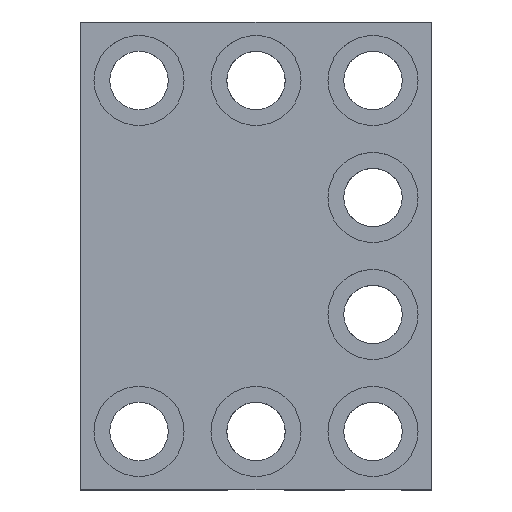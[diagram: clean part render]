
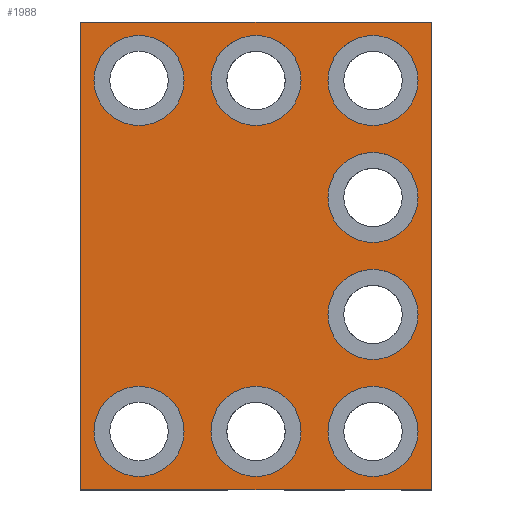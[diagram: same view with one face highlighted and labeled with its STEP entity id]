
A CAD part, top view. The second image highlights one B-rep face of the part: STEP entity #1988.
In plain terms, the highlighted planar face has unit normal (0, 0, 1).
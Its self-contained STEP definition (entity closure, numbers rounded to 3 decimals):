
#15=FACE_BOUND('',#357,.T.);
#16=FACE_BOUND('',#358,.T.);
#17=FACE_BOUND('',#359,.T.);
#18=FACE_BOUND('',#360,.T.);
#19=FACE_BOUND('',#361,.T.);
#20=FACE_BOUND('',#362,.T.);
#21=FACE_BOUND('',#363,.T.);
#22=FACE_BOUND('',#364,.T.);
#75=CIRCLE('',#2141,3.85);
#76=CIRCLE('',#2142,3.85);
#77=CIRCLE('',#2143,3.85);
#78=CIRCLE('',#2144,3.85);
#79=CIRCLE('',#2145,3.85);
#80=CIRCLE('',#2146,3.85);
#81=CIRCLE('',#2147,3.85);
#82=CIRCLE('',#2148,3.85);
#252=FACE_OUTER_BOUND('',#356,.T.);
#356=EDGE_LOOP('',(#1421,#1422,#1423,#1424));
#357=EDGE_LOOP('',(#1425));
#358=EDGE_LOOP('',(#1426));
#359=EDGE_LOOP('',(#1427));
#360=EDGE_LOOP('',(#1428));
#361=EDGE_LOOP('',(#1429));
#362=EDGE_LOOP('',(#1430));
#363=EDGE_LOOP('',(#1431));
#364=EDGE_LOOP('',(#1432));
#528=LINE('',#3097,#700);
#529=LINE('',#3099,#701);
#530=LINE('',#3101,#702);
#531=LINE('',#3102,#703);
#700=VECTOR('',#2464,10.);
#701=VECTOR('',#2465,10.);
#702=VECTOR('',#2466,10.);
#703=VECTOR('',#2467,10.);
#881=VERTEX_POINT('',#3095);
#882=VERTEX_POINT('',#3096);
#883=VERTEX_POINT('',#3098);
#884=VERTEX_POINT('',#3100);
#885=VERTEX_POINT('',#3103);
#886=VERTEX_POINT('',#3105);
#887=VERTEX_POINT('',#3107);
#888=VERTEX_POINT('',#3109);
#889=VERTEX_POINT('',#3111);
#890=VERTEX_POINT('',#3113);
#891=VERTEX_POINT('',#3115);
#892=VERTEX_POINT('',#3117);
#1092=EDGE_CURVE('',#881,#882,#528,.T.);
#1093=EDGE_CURVE('',#882,#883,#529,.T.);
#1094=EDGE_CURVE('',#883,#884,#530,.T.);
#1095=EDGE_CURVE('',#884,#881,#531,.T.);
#1096=EDGE_CURVE('',#885,#885,#75,.T.);
#1097=EDGE_CURVE('',#886,#886,#76,.T.);
#1098=EDGE_CURVE('',#887,#887,#77,.T.);
#1099=EDGE_CURVE('',#888,#888,#78,.T.);
#1100=EDGE_CURVE('',#889,#889,#79,.T.);
#1101=EDGE_CURVE('',#890,#890,#80,.T.);
#1102=EDGE_CURVE('',#891,#891,#81,.T.);
#1103=EDGE_CURVE('',#892,#892,#82,.T.);
#1421=ORIENTED_EDGE('',*,*,#1092,.T.);
#1422=ORIENTED_EDGE('',*,*,#1093,.T.);
#1423=ORIENTED_EDGE('',*,*,#1094,.T.);
#1424=ORIENTED_EDGE('',*,*,#1095,.T.);
#1425=ORIENTED_EDGE('',*,*,#1096,.T.);
#1426=ORIENTED_EDGE('',*,*,#1097,.T.);
#1427=ORIENTED_EDGE('',*,*,#1098,.T.);
#1428=ORIENTED_EDGE('',*,*,#1099,.T.);
#1429=ORIENTED_EDGE('',*,*,#1100,.T.);
#1430=ORIENTED_EDGE('',*,*,#1101,.T.);
#1431=ORIENTED_EDGE('',*,*,#1102,.T.);
#1432=ORIENTED_EDGE('',*,*,#1103,.T.);
#1920=PLANE('',#2140);
#1988=ADVANCED_FACE('',(#252,#15,#16,#17,#18,#19,#20,#21,#22),#1920,.T.);
#2140=AXIS2_PLACEMENT_3D('',#3094,#2462,#2463);
#2141=AXIS2_PLACEMENT_3D('',#3104,#2468,#2469);
#2142=AXIS2_PLACEMENT_3D('',#3106,#2470,#2471);
#2143=AXIS2_PLACEMENT_3D('',#3108,#2472,#2473);
#2144=AXIS2_PLACEMENT_3D('',#3110,#2474,#2475);
#2145=AXIS2_PLACEMENT_3D('',#3112,#2476,#2477);
#2146=AXIS2_PLACEMENT_3D('',#3114,#2478,#2479);
#2147=AXIS2_PLACEMENT_3D('',#3116,#2480,#2481);
#2148=AXIS2_PLACEMENT_3D('',#3118,#2482,#2483);
#2462=DIRECTION('center_axis',(0.,0.,1.));
#2463=DIRECTION('ref_axis',(1.,0.,0.));
#2464=DIRECTION('',(0.,1.,0.));
#2465=DIRECTION('',(-1.,0.,0.));
#2466=DIRECTION('',(0.,-1.,0.));
#2467=DIRECTION('',(1.,0.,0.));
#2468=DIRECTION('center_axis',(0.,0.,-1.));
#2469=DIRECTION('ref_axis',(-1.,0.,0.));
#2470=DIRECTION('center_axis',(0.,0.,-1.));
#2471=DIRECTION('ref_axis',(-1.,0.,0.));
#2472=DIRECTION('center_axis',(0.,0.,-1.));
#2473=DIRECTION('ref_axis',(-1.,0.,0.));
#2474=DIRECTION('center_axis',(0.,0.,-1.));
#2475=DIRECTION('ref_axis',(-1.,0.,0.));
#2476=DIRECTION('center_axis',(0.,0.,-1.));
#2477=DIRECTION('ref_axis',(-1.,0.,0.));
#2478=DIRECTION('center_axis',(0.,0.,-1.));
#2479=DIRECTION('ref_axis',(-1.,0.,0.));
#2480=DIRECTION('center_axis',(0.,0.,-1.));
#2481=DIRECTION('ref_axis',(-1.,0.,0.));
#2482=DIRECTION('center_axis',(0.,0.,-1.));
#2483=DIRECTION('ref_axis',(-1.,0.,0.));
#3094=CARTESIAN_POINT('Origin',(5.507,0.,0.));
#3095=CARTESIAN_POINT('',(15.,-20.,0.));
#3096=CARTESIAN_POINT('',(15.,20.,0.));
#3097=CARTESIAN_POINT('',(15.,-20.,0.));
#3098=CARTESIAN_POINT('',(-15.,20.,0.));
#3099=CARTESIAN_POINT('',(-2.413,20.,0.));
#3100=CARTESIAN_POINT('',(-15.,-20.,0.));
#3101=CARTESIAN_POINT('',(-15.,20.,0.));
#3102=CARTESIAN_POINT('',(12.413,-20.,0.));
#3103=CARTESIAN_POINT('',(-6.15,-15.,0.));
#3104=CARTESIAN_POINT('Origin',(-10.,-15.,0.));
#3105=CARTESIAN_POINT('',(3.85,15.,0.));
#3106=CARTESIAN_POINT('Origin',(0.,15.,0.));
#3107=CARTESIAN_POINT('',(13.85,-15.,0.));
#3108=CARTESIAN_POINT('Origin',(10.,-15.,0.));
#3109=CARTESIAN_POINT('',(3.85,-15.,0.));
#3110=CARTESIAN_POINT('Origin',(0.,-15.,0.));
#3111=CARTESIAN_POINT('',(13.85,15.,0.));
#3112=CARTESIAN_POINT('Origin',(10.,15.,0.));
#3113=CARTESIAN_POINT('',(-6.15,15.,0.));
#3114=CARTESIAN_POINT('Origin',(-10.,15.,0.));
#3115=CARTESIAN_POINT('',(13.85,-5.,0.));
#3116=CARTESIAN_POINT('Origin',(10.,-5.,0.));
#3117=CARTESIAN_POINT('',(13.85,5.,0.));
#3118=CARTESIAN_POINT('Origin',(10.,5.,0.));
